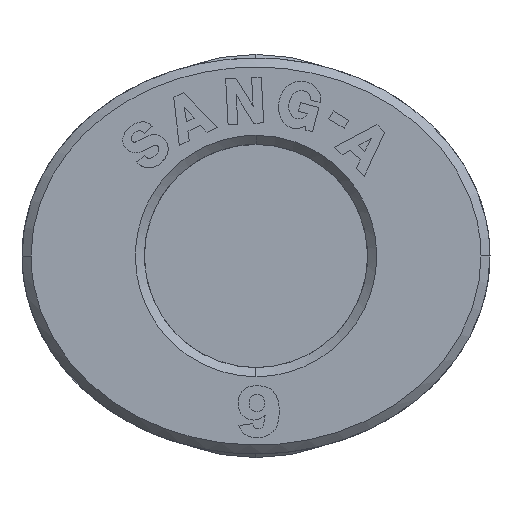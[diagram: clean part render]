
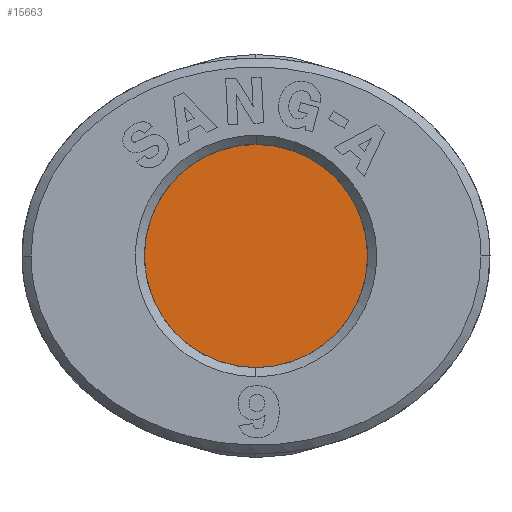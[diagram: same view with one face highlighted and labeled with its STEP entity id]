
A CAD part, left-side view. The second image highlights one B-rep face of the part: STEP entity #15663.
In plain terms, the highlighted planar face has unit normal (-1, 0, 0).
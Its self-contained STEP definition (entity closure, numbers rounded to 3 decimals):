
#2610 = CIRCLE ( 'NONE', #16153, 3.1 ) ;
#2781 = PLANE ( 'NONE',  #7665 ) ;
#5250 = DIRECTION ( 'NONE',  ( 0., 0., -1. ) ) ;
#5310 = DIRECTION ( 'NONE',  ( 0., 0., -1. ) ) ;
#5873 = ORIENTED_EDGE ( 'NONE', *, *, #11830, .T. ) ;
#5958 = AXIS2_PLACEMENT_3D ( 'NONE', #10838, #10782, #5310 ) ;
#7665 = AXIS2_PLACEMENT_3D ( 'NONE', #17783, #13509, #5250 ) ;
#9165 = CARTESIAN_POINT ( 'NONE',  ( 2.782, 0., 2.884 ) ) ;
#9612 = EDGE_LOOP ( 'NONE', ( #15353, #5873 ) ) ;
#10261 = CARTESIAN_POINT ( 'NONE',  ( 2.782, 0., -0.216 ) ) ;
#10774 = CARTESIAN_POINT ( 'NONE',  ( 2.782, 0., -3.316 ) ) ;
#10782 = DIRECTION ( 'NONE',  ( -1., 0., 0. ) ) ;
#10838 = CARTESIAN_POINT ( 'NONE',  ( 2.782, 0., -0.216 ) ) ;
#11830 = EDGE_CURVE ( 'NONE', #17075, #14356, #2610, .T. ) ;
#13096 = DIRECTION ( 'NONE',  ( 0., 0., -1. ) ) ;
#13509 = DIRECTION ( 'NONE',  ( 1., 0., 0. ) ) ;
#14356 = VERTEX_POINT ( 'NONE', #10774 ) ;
#14428 = DIRECTION ( 'NONE',  ( -1., 0., 0. ) ) ;
#14555 = CIRCLE ( 'NONE', #5958, 3.1 ) ;
#15353 = ORIENTED_EDGE ( 'NONE', *, *, #15621, .T. ) ;
#15621 = EDGE_CURVE ( 'NONE', #14356, #17075, #14555, .T. ) ;
#15663 = ADVANCED_FACE ( 'NONE', ( #16873 ), #2781, .F. ) ;
#16153 = AXIS2_PLACEMENT_3D ( 'NONE', #10261, #14428, #13096 ) ;
#16873 = FACE_OUTER_BOUND ( 'NONE', #9612, .T. ) ;
#17075 = VERTEX_POINT ( 'NONE', #9165 ) ;
#17783 = CARTESIAN_POINT ( 'NONE',  ( 2.782, 0., 1.334 ) ) ;
